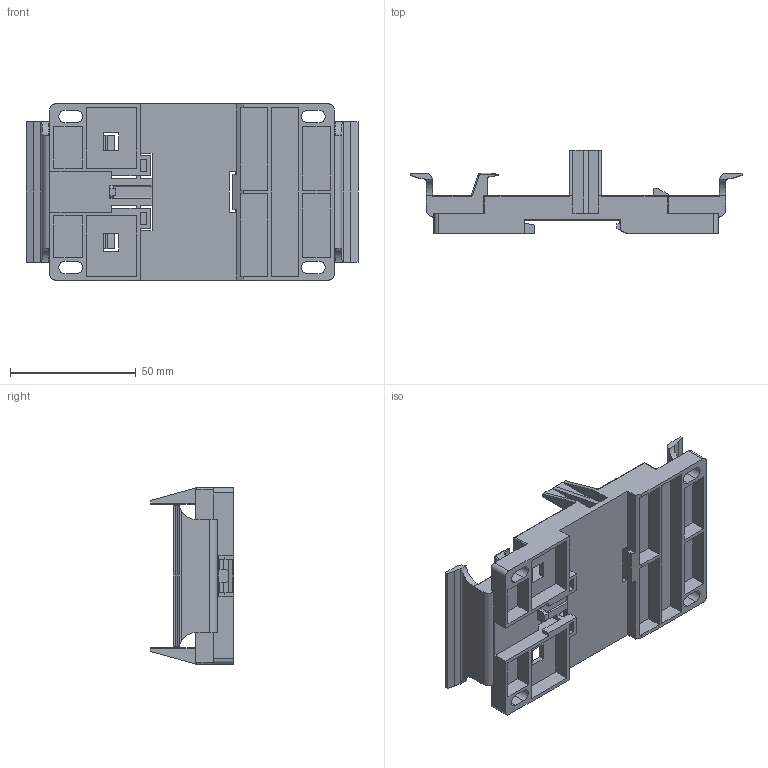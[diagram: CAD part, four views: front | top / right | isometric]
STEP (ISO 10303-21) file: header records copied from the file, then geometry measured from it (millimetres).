
FILE_DESCRIPTION((''),'2;1');
FILE_NAME('8024032600','2025-06-05T',('li.xiao'),(''),'PRO/ENGINEER BY PARAMETRIC TECHNOLOGY CORPORATION, 2017170','PRO/ENGINEER BY PARAMETRIC TECHNOLOGY CORPORATION, 2017170','');
FILE_SCHEMA(('CONFIG_CONTROL_DESIGN'));
Length unit declared in the file: millimetre
Products named in the file (1): 8024032600
Bounding box: 132 x 33 x 70 mm (x, y, z)
Volume: 42327.1 mm3; surface area: 42663.2 mm2
Topology: 1 solids, 1 shells, 907 faces, 2530 edges, 1676 vertices
Faces by surface type: plane 562, extrusion 284, cylinder 57, bspline 2, torus 2
Entity records: 30584 total; most frequent: CARTESIAN_POINT 8251, ORIENTED_EDGE 5060, DIRECTION 3582, EDGE_CURVE 2530, VECTOR 2124, LINE 1840, VERTEX_POINT 1676, EDGE_LOOP 980
